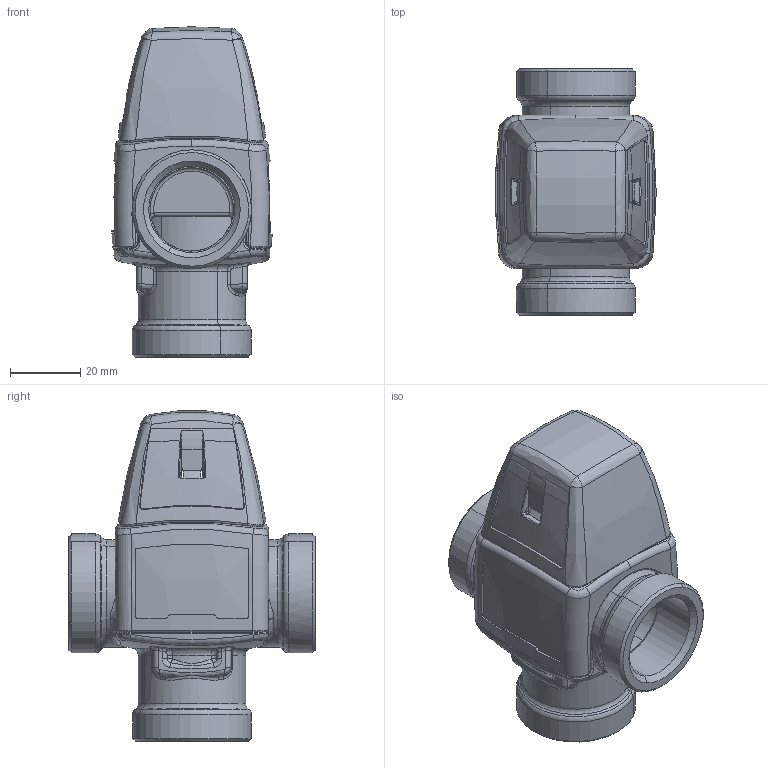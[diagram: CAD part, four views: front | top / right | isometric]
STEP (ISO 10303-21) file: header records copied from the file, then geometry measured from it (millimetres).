
FILE_DESCRIPTION(('CATIA V5 STEP'),'2;1');
FILE_NAME('VTA321_20-1,6_RP3_4.stp','2014-08-26T08:12:37+00:00',('none'),('none'),'CATIA Version 5 Release 20 SP 6 (IN-10)','CATIA V5 STEP AP203','none');
FILE_SCHEMA(('CONFIG_CONTROL_DESIGN'));
Length unit declared in the file: millimetre
Products named in the file (1): Product1
Assembly tree (3 placements, depth 2):
  Product1
    #58
    #30081
    #54941
Bounding box: 45.59 x 70 x 93.88 mm (x, y, z)
Volume: 84015 mm3; surface area: 42227.2 mm2
Topology: 3 solids, 3 shells, 1968 faces, 5136 edges, 3173 vertices
Faces by surface type: plane 956, bspline 366, cylinder 318, torus 189, sphere 71, cone 56, revolution 12
Entity records: 81223 total; most frequent: CARTESIAN_POINT 41108, ORIENTED_EDGE 10142, EDGE_CURVE 5071, DIRECTION 5066, VERTEX_POINT 3173, B_SPLINE_CURVE_WITH_KNOTS 2741, AXIS2_PLACEMENT_3D 2206, EDGE_LOOP 2038
